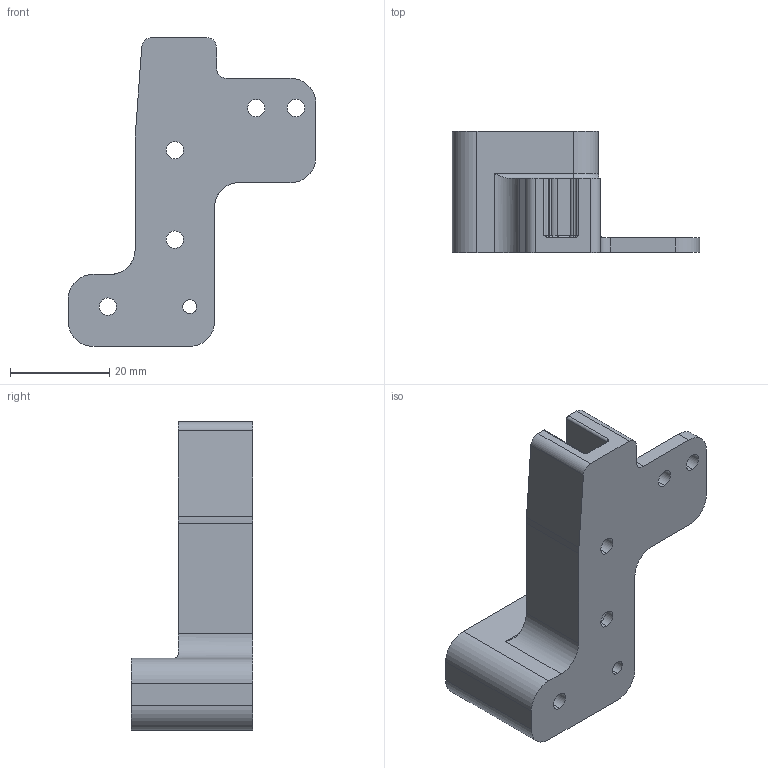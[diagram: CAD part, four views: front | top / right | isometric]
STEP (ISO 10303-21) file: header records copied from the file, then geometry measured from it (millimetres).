
FILE_DESCRIPTION (( 'STEP AP214' ), '1' );
FILE_NAME ('Base_left.STEP', '2020-07-04T06:56:30', ( '' ), ( '' ), 'SwSTEP 2.0', 'SolidWorks 2017', '' );
FILE_SCHEMA (( 'AUTOMOTIVE_DESIGN' ));
Length unit declared in the file: millimetre
Products named in the file (1): Base_left
Bounding box: 49.9 x 24.45 x 62.2 mm (x, y, z)
Volume: 18631.3 mm3; surface area: 8379.5 mm2
Topology: 1 solids, 1 shells, 118 faces, 312 edges, 199 vertices
Faces by surface type: cylinder 66, plane 40, torus 10, sphere 2
Entity records: 3783 total; most frequent: DIRECTION 689, CARTESIAN_POINT 688, ORIENTED_EDGE 620, EDGE_CURVE 310, AXIS2_PLACEMENT_3D 266, VERTEX_POINT 199, VECTOR 157, LINE 157
